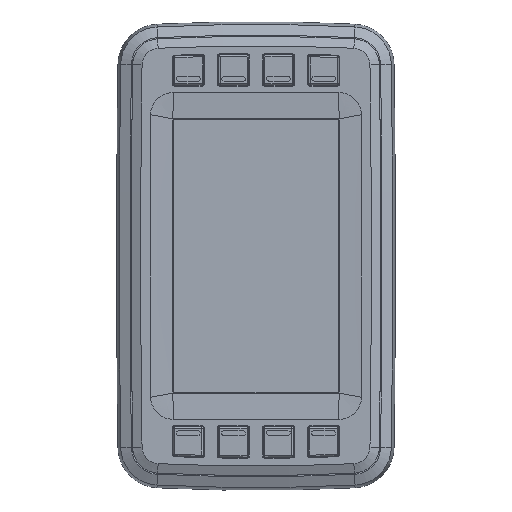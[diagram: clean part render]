
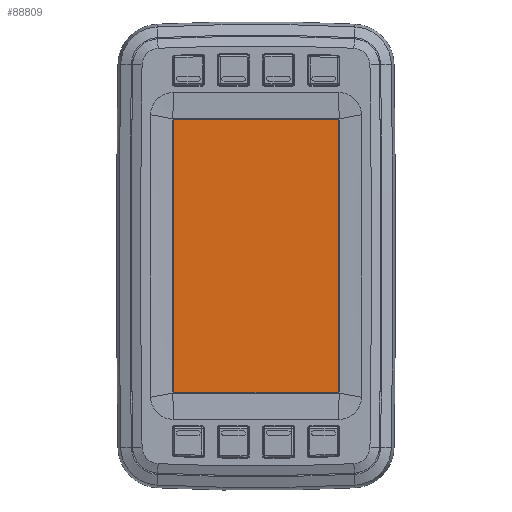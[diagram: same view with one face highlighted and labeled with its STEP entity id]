
A CAD part, top view. The second image highlights one B-rep face of the part: STEP entity #88809.
In plain terms, the highlighted planar face has unit normal (0, 0, 1).
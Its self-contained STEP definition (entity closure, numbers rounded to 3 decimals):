
#6511=PLANE('',#97059);
#10512=LINE('',#166119,#15648);
#10513=LINE('',#166122,#15649);
#10514=LINE('',#166124,#15650);
#10515=LINE('',#166126,#15651);
#15648=VECTOR('',#116066,1000.);
#15649=VECTOR('',#116067,1000.);
#15650=VECTOR('',#116068,1000.);
#15651=VECTOR('',#116069,1000.);
#34661=ORIENTED_EDGE('',*,*,#53513,.T.);
#34662=ORIENTED_EDGE('',*,*,#53514,.T.);
#34663=ORIENTED_EDGE('',*,*,#53515,.T.);
#34664=ORIENTED_EDGE('',*,*,#53516,.T.);
#53513=EDGE_CURVE('',#63781,#63782,#10512,.T.);
#53514=EDGE_CURVE('',#63782,#63783,#10513,.T.);
#53515=EDGE_CURVE('',#63783,#63784,#10514,.T.);
#53516=EDGE_CURVE('',#63784,#63781,#10515,.T.);
#63781=VERTEX_POINT('',#166120);
#63782=VERTEX_POINT('',#166121);
#63783=VERTEX_POINT('',#166123);
#63784=VERTEX_POINT('',#166125);
#75571=EDGE_LOOP('',(#34661,#34662,#34663,#34664));
#81966=FACE_BOUND('',#75571,.T.);
#88809=ADVANCED_FACE('',(#81966),#6511,.T.);
#97059=AXIS2_PLACEMENT_3D('',#166118,#116064,#116065);
#116064=DIRECTION('',(0.,0.,1.));
#116065=DIRECTION('',(0.,1.,0.));
#116066=DIRECTION('',(-1.,0.,0.));
#116067=DIRECTION('',(0.,-1.,0.));
#116068=DIRECTION('',(1.,0.,0.));
#116069=DIRECTION('',(0.,1.,0.));
#166118=CARTESIAN_POINT('',(1.5,-0.11,7.201));
#166119=CARTESIAN_POINT('',(32.8,54.37,7.201));
#166120=CARTESIAN_POINT('',(32.8,54.37,7.201));
#166121=CARTESIAN_POINT('',(-32.8,54.37,7.201));
#166122=CARTESIAN_POINT('',(-32.8,54.37,7.201));
#166123=CARTESIAN_POINT('',(-32.8,-54.43,7.201));
#166124=CARTESIAN_POINT('',(-32.8,-54.43,7.201));
#166125=CARTESIAN_POINT('',(32.8,-54.43,7.201));
#166126=CARTESIAN_POINT('',(32.8,-54.43,7.201));
